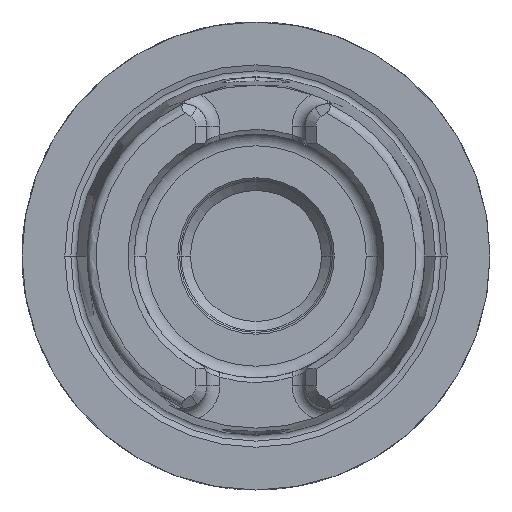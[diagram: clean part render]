
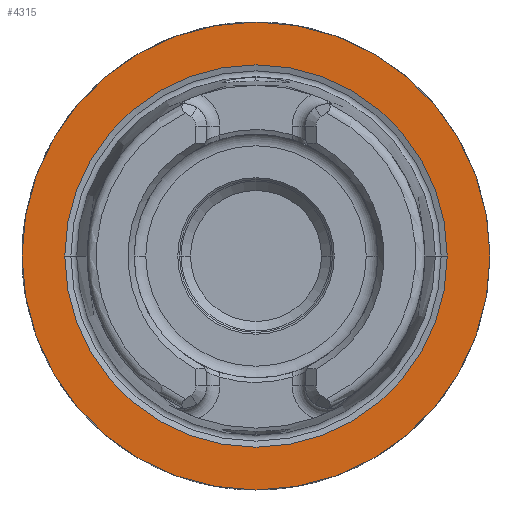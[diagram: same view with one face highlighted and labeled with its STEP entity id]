
A CAD part, left-side view. The second image highlights one B-rep face of the part: STEP entity #4315.
In plain terms, the highlighted planar face has unit normal (-1, 0, 0).
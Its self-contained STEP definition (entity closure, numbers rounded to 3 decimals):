
#867=CARTESIAN_POINT('',(0.,0.,0.));
#868=DIRECTION('',(1.,0.,0.));
#869=DIRECTION('',(0.,1.,0.));
#870=AXIS2_PLACEMENT_3D('',#867,#868,#869);
#872=CARTESIAN_POINT('',(0.,0.,0.));
#873=DIRECTION('',(-1.,0.,0.));
#874=DIRECTION('',(0.,1.,0.));
#875=AXIS2_PLACEMENT_3D('',#872,#873,#874);
#877=CARTESIAN_POINT('',(0.,0.,0.));
#878=DIRECTION('',(-1.,0.,0.));
#879=DIRECTION('',(0.,-1.,0.));
#880=AXIS2_PLACEMENT_3D('',#877,#878,#879);
#882=CARTESIAN_POINT('',(0.,0.,0.));
#883=DIRECTION('',(-1.,0.,0.));
#884=DIRECTION('',(0.,1.,0.));
#885=AXIS2_PLACEMENT_3D('',#882,#883,#884);
#2857=CARTESIAN_POINT('',(0.,-20.425,0.));
#2858=VERTEX_POINT('',#2857);
#2859=CARTESIAN_POINT('',(0.,20.425,0.));
#2860=VERTEX_POINT('',#2859);
#3199=CARTESIAN_POINT('',(0.,25.,0.));
#3200=CARTESIAN_POINT('',(0.,-25.,0.));
#3201=VERTEX_POINT('',#3199);
#3202=VERTEX_POINT('',#3200);
#4300=CARTESIAN_POINT('',(0.,0.,0.));
#4301=DIRECTION('',(1.,0.,0.));
#4302=DIRECTION('',(0.,-1.,0.));
#4303=AXIS2_PLACEMENT_3D('',#4300,#4301,#4302);
#4304=PLANE('',#4303);
#4306=ORIENTED_EDGE('',*,*,#4305,.T.);
#4308=ORIENTED_EDGE('',*,*,#4307,.F.);
#4309=EDGE_LOOP('',(#4306,#4308));
#4310=FACE_OUTER_BOUND('',#4309,.F.);
#4311=ORIENTED_EDGE('',*,*,#4295,.T.);
#4312=ORIENTED_EDGE('',*,*,#4279,.T.);
#4313=EDGE_LOOP('',(#4311,#4312));
#4314=FACE_BOUND('',#4313,.F.);
#4315=ADVANCED_FACE('',(#4310,#4314),#4304,.F.);
#871=CIRCLE('',#870,25.);
#876=CIRCLE('',#875,25.);
#881=CIRCLE('',#880,20.425);
#886=CIRCLE('',#885,20.425);
#4279=EDGE_CURVE('',#2860,#2858,#886,.T.);
#4295=EDGE_CURVE('',#2858,#2860,#881,.T.);
#4305=EDGE_CURVE('',#3201,#3202,#871,.T.);
#4307=EDGE_CURVE('',#3201,#3202,#876,.T.);
